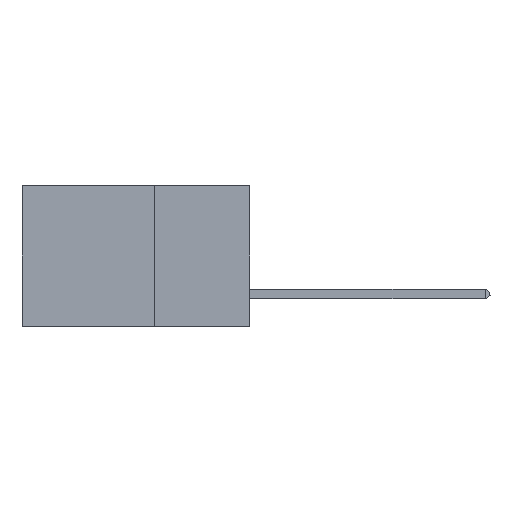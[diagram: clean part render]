
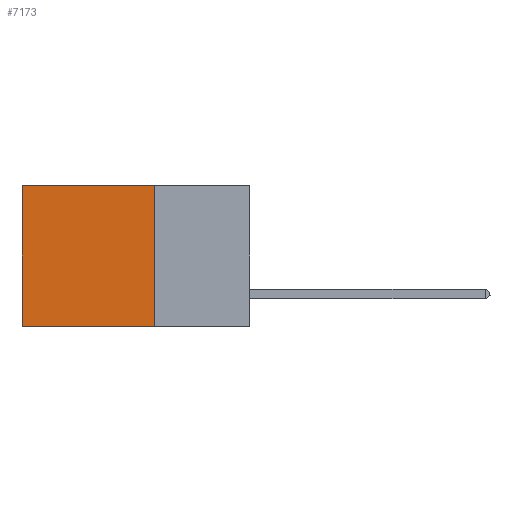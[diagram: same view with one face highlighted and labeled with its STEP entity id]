
A CAD part, left-side view. The second image highlights one B-rep face of the part: STEP entity #7173.
In plain terms, the highlighted planar face has unit normal (-1, 0, 0).
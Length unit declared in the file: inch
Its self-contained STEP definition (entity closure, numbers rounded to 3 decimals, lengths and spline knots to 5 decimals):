
#1116 = VERTEX_POINT ( 'NONE', #18037 ) ;
#2614 = VERTEX_POINT ( 'NONE', #25656 ) ;
#3482 = EDGE_CURVE ( 'NONE', #42924, #29077, #4363, .T. ) ;
#4363 = LINE ( 'NONE', #4801, #25399 ) ;
#4801 = CARTESIAN_POINT ( 'NONE',  ( 0.2875, 0.25, 0. ) ) ;
#5310 = ORIENTED_EDGE ( 'NONE', *, *, #22924, .T. ) ;
#7173 = ADVANCED_FACE ( 'NONE', ( #39208 ), #25756, .F. ) ;
#7988 = CARTESIAN_POINT ( 'NONE',  ( 0.2875, 0.25, 0. ) ) ;
#8208 = CARTESIAN_POINT ( 'NONE',  ( 0.2875, 0.25, 0. ) ) ;
#9734 = CARTESIAN_POINT ( 'NONE',  ( 0.2875, 0.25, -0.37 ) ) ;
#11129 = CARTESIAN_POINT ( 'NONE',  ( 0.2875, 0.25, -0.37 ) ) ;
#12629 = EDGE_LOOP ( 'NONE', ( #5310, #30713, #12941, #32126 ) ) ;
#12941 = ORIENTED_EDGE ( 'NONE', *, *, #3482, .F. ) ;
#14849 = DIRECTION ( 'NONE',  ( 0., 0., -1. ) ) ;
#15462 = VECTOR ( 'NONE', #27922, 39.37008 ) ;
#18037 = CARTESIAN_POINT ( 'NONE',  ( 0.2875, 0.6, 0. ) ) ;
#19342 = DIRECTION ( 'NONE',  ( 0., 1., 0. ) ) ;
#19540 = AXIS2_PLACEMENT_3D ( 'NONE', #7988, #21884, #35801 ) ;
#20869 = LINE ( 'NONE', #9734, #28503 ) ;
#21747 = EDGE_CURVE ( 'NONE', #29077, #2614, #20869, .T. ) ;
#21884 = DIRECTION ( 'NONE',  ( 1., 0., 0. ) ) ;
#22924 = EDGE_CURVE ( 'NONE', #1116, #2614, #40930, .T. ) ;
#24089 = EDGE_CURVE ( 'NONE', #42924, #1116, #29174, .T. ) ;
#24525 = DIRECTION ( 'NONE',  ( 0., 1., 0. ) ) ;
#25399 = VECTOR ( 'NONE', #14849, 39.37008 ) ;
#25656 = CARTESIAN_POINT ( 'NONE',  ( 0.2875, 0.6, -0.37 ) ) ;
#25756 = PLANE ( 'NONE',  #19540 ) ;
#27438 = VECTOR ( 'NONE', #19342, 39.37008 ) ;
#27922 = DIRECTION ( 'NONE',  ( 0., 0., -1. ) ) ;
#28503 = VECTOR ( 'NONE', #24525, 39.37008 ) ;
#29077 = VERTEX_POINT ( 'NONE', #11129 ) ;
#29174 = LINE ( 'NONE', #8208, #27438 ) ;
#30713 = ORIENTED_EDGE ( 'NONE', *, *, #21747, .F. ) ;
#32126 = ORIENTED_EDGE ( 'NONE', *, *, #24089, .T. ) ;
#33801 = CARTESIAN_POINT ( 'NONE',  ( 0.2875, 0.25, 0. ) ) ;
#35801 = DIRECTION ( 'NONE',  ( 0., 0., -1. ) ) ;
#39208 = FACE_OUTER_BOUND ( 'NONE', #12629, .T. ) ;
#40930 = LINE ( 'NONE', #44342, #15462 ) ;
#42924 = VERTEX_POINT ( 'NONE', #33801 ) ;
#44342 = CARTESIAN_POINT ( 'NONE',  ( 0.2875, 0.6, 0. ) ) ;
